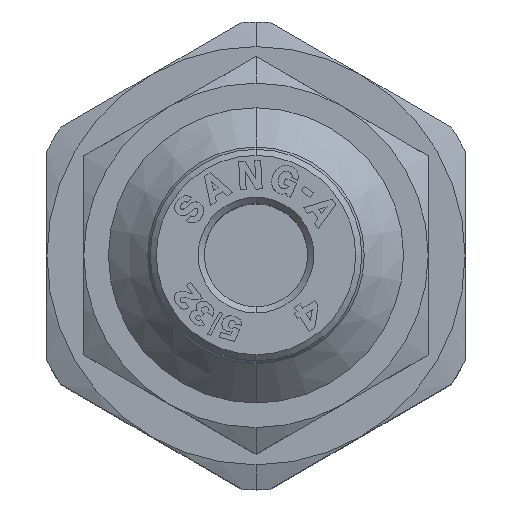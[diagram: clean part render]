
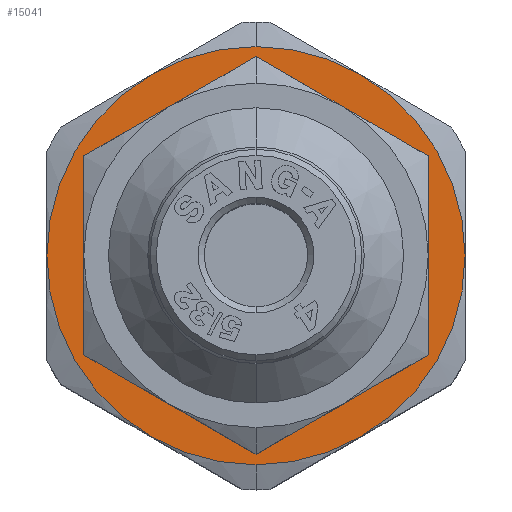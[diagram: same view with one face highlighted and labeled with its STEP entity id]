
A CAD part, top view. The second image highlights one B-rep face of the part: STEP entity #15041.
In plain terms, the highlighted planar face has unit normal (0, 0, 1).
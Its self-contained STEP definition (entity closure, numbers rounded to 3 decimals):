
#297=CARTESIAN_POINT('',(8.5,0.,-0.35));
#298=VERTEX_POINT('',#297);
#314=CARTESIAN_POINT('',(7.361,4.25,-0.35));
#315=VERTEX_POINT('',#314);
#329=CARTESIAN_POINT('',(0.0,0.,-0.35));
#330=DIRECTION('',(0.0,0.0,1.0));
#331=DIRECTION('',(-1.0,0.0,0.0));
#332=AXIS2_PLACEMENT_3D('',#329,#330,#331);
#333=CIRCLE('',#332,8.5);
#334=EDGE_CURVE('',#298,#315,#333,.T.);
#344=CARTESIAN_POINT('',(-8.5,0.,-0.35));
#345=VERTEX_POINT('',#344);
#354=CARTESIAN_POINT('',(-7.361,4.25,-0.35));
#355=VERTEX_POINT('',#354);
#356=CARTESIAN_POINT('',(0.0,0.,-0.35));
#357=DIRECTION('',(0.0,0.0,1.0));
#358=DIRECTION('',(-1.0,0.0,0.0));
#359=AXIS2_PLACEMENT_3D('',#356,#357,#358);
#360=CIRCLE('',#359,8.5);
#361=EDGE_CURVE('',#355,#345,#360,.T.);
#641=CARTESIAN_POINT('',(-5.,0.,-0.35));
#642=VERTEX_POINT('',#641);
#649=CARTESIAN_POINT('',(5.,0.,-0.35));
#650=VERTEX_POINT('',#649);
#651=CARTESIAN_POINT('',(0.0,0.,-0.35));
#652=DIRECTION('',(0.0,0.0,-1.0));
#653=DIRECTION('',(-1.0,0.0,0.0));
#654=AXIS2_PLACEMENT_3D('',#651,#652,#653);
#655=CIRCLE('',#654,5.);
#656=EDGE_CURVE('',#650,#642,#655,.T.);
#14122=CARTESIAN_POINT('',(0.0,0.,-0.35));
#14123=DIRECTION('',(0.0,0.0,-1.0));
#14124=DIRECTION('',(-1.0,0.0,0.0));
#14125=AXIS2_PLACEMENT_3D('',#14122,#14123,#14124);
#14126=CIRCLE('',#14125,5.);
#14127=EDGE_CURVE('',#642,#650,#14126,.T.);
#14466=CARTESIAN_POINT('',(0.,-8.5,-0.35));
#14467=VERTEX_POINT('',#14466);
#14550=CARTESIAN_POINT('',(-7.361,-4.25,-0.35));
#14551=VERTEX_POINT('',#14550);
#14690=CARTESIAN_POINT('',(0.,8.5,-0.35));
#14691=VERTEX_POINT('',#14690);
#14828=CARTESIAN_POINT('',(7.361,-4.25,-0.35));
#14829=VERTEX_POINT('',#14828);
#14843=CARTESIAN_POINT('',(0.0,0.,-0.35));
#14844=DIRECTION('',(0.0,0.0,1.0));
#14845=DIRECTION('',(-1.0,0.0,0.0));
#14846=AXIS2_PLACEMENT_3D('',#14843,#14844,#14845);
#14847=CIRCLE('',#14846,8.5);
#14848=EDGE_CURVE('',#14467,#14829,#14847,.T.);
#14861=CARTESIAN_POINT('',(0.0,0.,-0.35));
#14862=DIRECTION('',(0.0,0.0,1.0));
#14863=DIRECTION('',(-1.0,0.0,0.0));
#14864=AXIS2_PLACEMENT_3D('',#14861,#14862,#14863);
#14865=CIRCLE('',#14864,8.5);
#14866=EDGE_CURVE('',#14551,#14467,#14865,.T.);
#14880=CARTESIAN_POINT('',(0.0,0.,-0.35));
#14881=DIRECTION('',(0.0,0.0,1.0));
#14882=DIRECTION('',(-1.0,0.0,0.0));
#14883=AXIS2_PLACEMENT_3D('',#14880,#14881,#14882);
#14884=CIRCLE('',#14883,8.5);
#14885=EDGE_CURVE('',#345,#14551,#14884,.T.);
#14897=CARTESIAN_POINT('',(0.0,0.,-0.35));
#14898=DIRECTION('',(0.0,0.0,1.0));
#14899=DIRECTION('',(-1.0,0.0,0.0));
#14900=AXIS2_PLACEMENT_3D('',#14897,#14898,#14899);
#14901=CIRCLE('',#14900,8.5);
#14902=EDGE_CURVE('',#14691,#355,#14901,.T.);
#14915=CARTESIAN_POINT('',(0.0,0.,-0.35));
#14916=DIRECTION('',(0.0,0.0,1.0));
#14917=DIRECTION('',(-1.0,0.0,0.0));
#14918=AXIS2_PLACEMENT_3D('',#14915,#14916,#14917);
#14919=CIRCLE('',#14918,8.5);
#14920=EDGE_CURVE('',#315,#14691,#14919,.T.);
#14932=CARTESIAN_POINT('',(0.0,0.,-0.35));
#14933=DIRECTION('',(0.0,0.0,1.0));
#14934=DIRECTION('',(-1.0,0.0,0.0));
#14935=AXIS2_PLACEMENT_3D('',#14932,#14933,#14934);
#14936=CIRCLE('',#14935,8.5);
#14937=EDGE_CURVE('',#14829,#298,#14936,.T.);
#15022=CARTESIAN_POINT('',(0.,0.,-0.35));
#15023=DIRECTION('',(0.0,0.0,1.0));
#15024=DIRECTION('',(1.0,0.0,0.0));
#15025=AXIS2_PLACEMENT_3D('',#15022,#15023,#15024);
#15026=PLANE('',#15025);
#15027=ORIENTED_EDGE('',*,*,#14937,.T.);
#15028=ORIENTED_EDGE('',*,*,#334,.T.);
#15029=ORIENTED_EDGE('',*,*,#14920,.T.);
#15030=ORIENTED_EDGE('',*,*,#14902,.T.);
#15031=ORIENTED_EDGE('',*,*,#361,.T.);
#15032=ORIENTED_EDGE('',*,*,#14885,.T.);
#15033=ORIENTED_EDGE('',*,*,#14866,.T.);
#15034=ORIENTED_EDGE('',*,*,#14848,.T.);
#15035=EDGE_LOOP('',(#15027,#15028,#15029,#15030,#15031,#15032,#15033,#15034));
#15036=FACE_OUTER_BOUND('',#15035,.T.);
#15037=ORIENTED_EDGE('',*,*,#14127,.T.);
#15038=ORIENTED_EDGE('',*,*,#656,.T.);
#15039=EDGE_LOOP('',(#15037,#15038));
#15040=FACE_BOUND('',#15039,.T.);
#15041=ADVANCED_FACE('',(#15036,#15040),#15026,.T.);
